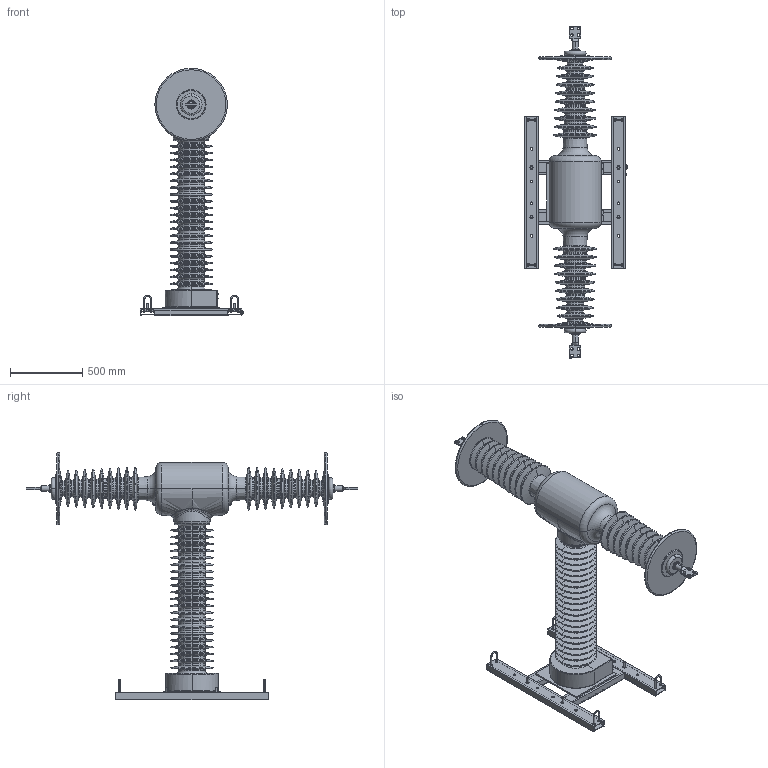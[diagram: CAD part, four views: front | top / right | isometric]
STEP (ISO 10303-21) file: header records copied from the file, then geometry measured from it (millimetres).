
FILE_DESCRIPTION (( 'STEP AP214' ), '1' );
FILE_NAME ('ﾒﾎﾋ-110 III.STEP', '2022-08-04T03:38:41', ( '' ), ( '' ), 'SwSTEP 2.0', 'SolidWorks 2010', '' );
FILE_SCHEMA (( 'AUTOMOTIVE_DESIGN' ));
Length unit declared in the file: millimetre
Products named in the file (1): ﾒﾎﾋ-110 III
Bounding box: 711.9 x 2290 x 1706 mm (x, y, z)
Volume: 150651852.2 mm3; surface area: 9379290.6 mm2
Topology: 62 solids, 63 shells, 2303 faces, 5256 edges, 3151 vertices
Faces by surface type: plane 630, cone 624, torus 474, cylinder 452, bspline 93, sphere 30
Entity records: 104845 total; most frequent: CARTESIAN_POINT 26387, DIRECTION 11792, ORIENTED_EDGE 10468, EDGE_CURVE 5234, AXIS2_PLACEMENT_3D 4919, VERTEX_POINT 3151, CIRCLE 2708, EDGE_LOOP 2557
